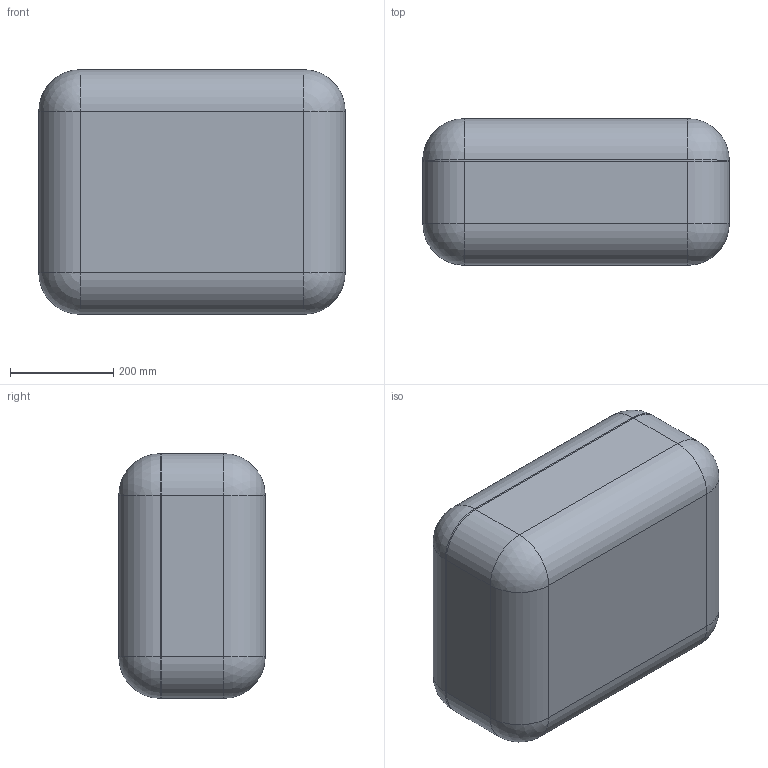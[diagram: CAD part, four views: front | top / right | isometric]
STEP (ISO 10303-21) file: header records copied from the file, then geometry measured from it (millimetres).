
FILE_DESCRIPTION(('STEP AP214'), '1');
FILE_NAME('Ñáîðêà_Ï260(óïð) ', '', ('UNSPECIFIED'), ('UNSPECIFIED'), 'C3D Converter', 'C3D Toolkit', '');
FILE_SCHEMA(('AUTOMOTIVE_DESIGN { 1 0 10303 214 3 1 1}'));
Length unit declared in the file: millimetre
Products named in the file (3): Сборка_П260(упр) ; Корпус П260(упр.)-1; Крышка П260(упр.)-1
Assembly tree (2 placements, depth 2):
  Сборка_П260(упр) 
    Корпус П260(упр.)-1
    Крышка П260(упр.)-1
Bounding box: 592.46 x 283 x 473 mm (x, y, z)
Volume: 38729806.7 mm3; surface area: 1881599.9 mm2
Topology: 7 solids, 9 shells, 1172 faces, 3063 edges, 1937 vertices
Faces by surface type: plane 588, bspline 452, cylinder 108, sphere 16, cone 8
Entity records: 81541 total; most frequent: CARTESIAN_POINT 48062, ORIENTED_EDGE 6082, EDGE_CURVE 3041, DIRECTION 2969, VERTEX_POINT 1936, B_SPLINE_CURVE_WITH_KNOTS 1580, LINE 1285, VECTOR 1285
